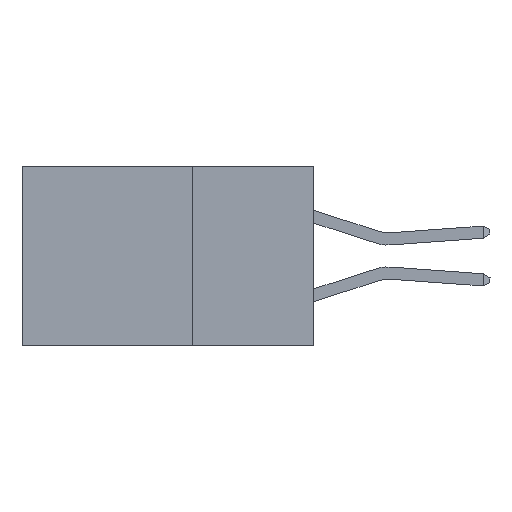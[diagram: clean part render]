
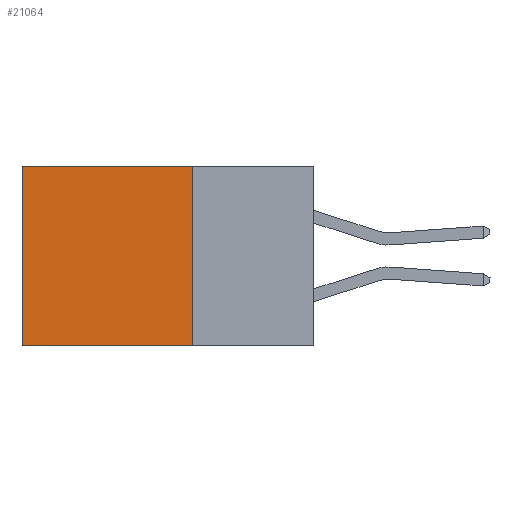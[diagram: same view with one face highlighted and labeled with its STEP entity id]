
A CAD part, left-side view. The second image highlights one B-rep face of the part: STEP entity #21064.
In plain terms, the highlighted planar face has unit normal (-1, 0, 0).
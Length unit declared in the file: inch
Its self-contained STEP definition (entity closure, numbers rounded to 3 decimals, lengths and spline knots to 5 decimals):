
#248 = CARTESIAN_POINT ( 'NONE',  ( 0.2875, 0.25, 0. ) ) ;
#1036 = LINE ( 'NONE', #9757, #30913 ) ;
#1209 = CARTESIAN_POINT ( 'NONE',  ( 0.2875, 0.25, -0.37 ) ) ;
#1223 = DIRECTION ( 'NONE',  ( 0., 1., 0. ) ) ;
#1519 = ORIENTED_EDGE ( 'NONE', *, *, #36550, .T. ) ;
#4160 = DIRECTION ( 'NONE',  ( 1., 0., 0. ) ) ;
#4170 = CARTESIAN_POINT ( 'NONE',  ( 0.2875, 0.25, -0.37 ) ) ;
#5728 = DIRECTION ( 'NONE',  ( 0., 0., -1. ) ) ;
#6275 = EDGE_CURVE ( 'NONE', #27804, #27495, #1036, .T. ) ;
#6456 = DIRECTION ( 'NONE',  ( 0., 1., 0. ) ) ;
#6647 = LINE ( 'NONE', #4170, #20456 ) ;
#7003 = CARTESIAN_POINT ( 'NONE',  ( 0.2875, 0.25, 0. ) ) ;
#7949 = VECTOR ( 'NONE', #5728, 39.37008 ) ;
#8404 = CARTESIAN_POINT ( 'NONE',  ( 0.2875, 0.6, 0. ) ) ;
#9757 = CARTESIAN_POINT ( 'NONE',  ( 0.2875, 0.25, 0. ) ) ;
#10043 = DIRECTION ( 'NONE',  ( 0., 0., -1. ) ) ;
#10886 = EDGE_CURVE ( 'NONE', #27804, #34819, #20587, .T. ) ;
#11625 = LINE ( 'NONE', #8404, #7949 ) ;
#11665 = EDGE_LOOP ( 'NONE', ( #1519, #25897, #36515, #29401 ) ) ;
#16833 = CARTESIAN_POINT ( 'NONE',  ( 0.2875, 0.6, -0.37 ) ) ;
#17422 = CARTESIAN_POINT ( 'NONE',  ( 0.2875, 0.25, 0. ) ) ;
#17671 = FACE_OUTER_BOUND ( 'NONE', #11665, .T. ) ;
#20456 = VECTOR ( 'NONE', #6456, 39.37008 ) ;
#20587 = LINE ( 'NONE', #17422, #23875 ) ;
#21064 = ADVANCED_FACE ( 'NONE', ( #17671 ), #27230, .F. ) ;
#23875 = VECTOR ( 'NONE', #26090, 39.37008 ) ;
#25897 = ORIENTED_EDGE ( 'NONE', *, *, #32407, .F. ) ;
#26007 = VERTEX_POINT ( 'NONE', #16833 ) ;
#26090 = DIRECTION ( 'NONE',  ( 0., 0., -1. ) ) ;
#27230 = PLANE ( 'NONE',  #30558 ) ;
#27495 = VERTEX_POINT ( 'NONE', #31051 ) ;
#27804 = VERTEX_POINT ( 'NONE', #7003 ) ;
#29401 = ORIENTED_EDGE ( 'NONE', *, *, #6275, .T. ) ;
#30558 = AXIS2_PLACEMENT_3D ( 'NONE', #248, #4160, #10043 ) ;
#30913 = VECTOR ( 'NONE', #1223, 39.37008 ) ;
#31051 = CARTESIAN_POINT ( 'NONE',  ( 0.2875, 0.6, 0. ) ) ;
#32407 = EDGE_CURVE ( 'NONE', #34819, #26007, #6647, .T. ) ;
#34819 = VERTEX_POINT ( 'NONE', #1209 ) ;
#36515 = ORIENTED_EDGE ( 'NONE', *, *, #10886, .F. ) ;
#36550 = EDGE_CURVE ( 'NONE', #27495, #26007, #11625, .T. ) ;
